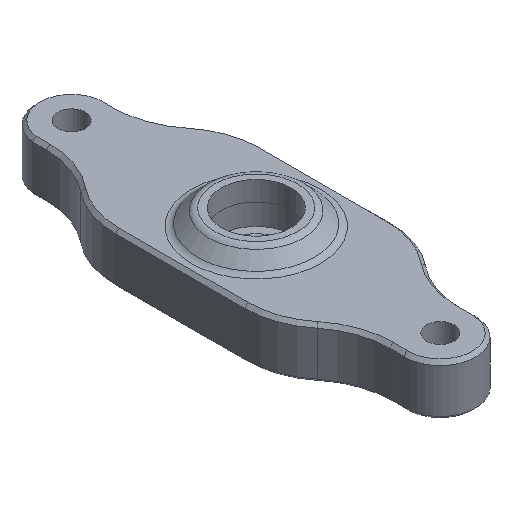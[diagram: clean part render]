
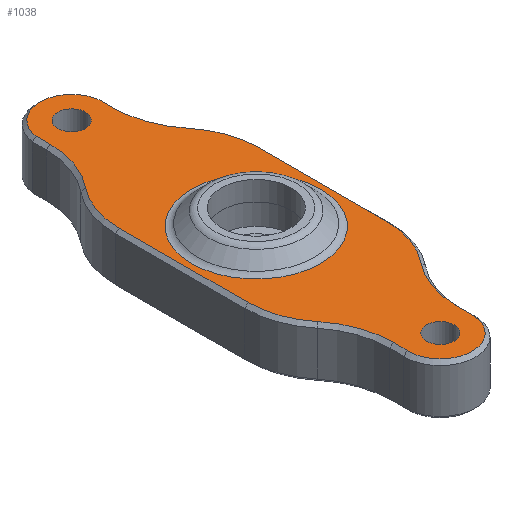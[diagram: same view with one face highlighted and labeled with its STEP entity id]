
A CAD part, isometric view. The second image highlights one B-rep face of the part: STEP entity #1038.
In plain terms, the highlighted planar face has unit normal (0, 0, 1).
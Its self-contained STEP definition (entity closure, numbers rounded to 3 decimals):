
#42=FACE_BOUND('',#179,.T.);
#43=FACE_BOUND('',#180,.T.);
#44=FACE_BOUND('',#181,.T.);
#60=PLANE('',#1155);
#108=FACE_OUTER_BOUND('',#178,.T.);
#178=EDGE_LOOP('',(#836,#837,#838,#839,#840,#841,#842,#843,#844,#845,#846,
#847,#848,#849,#850,#851,#852));
#179=EDGE_LOOP('',(#853));
#180=EDGE_LOOP('',(#854));
#181=EDGE_LOOP('',(#855));
#262=LINE('',#1756,#343);
#265=LINE('',#1762,#346);
#266=LINE('',#1768,#347);
#267=LINE('',#1774,#348);
#268=LINE('',#1778,#349);
#269=LINE('',#1784,#350);
#270=LINE('',#1789,#351);
#343=VECTOR('',#1403,10.);
#346=VECTOR('',#1408,10.);
#347=VECTOR('',#1413,10.);
#348=VECTOR('',#1418,10.);
#349=VECTOR('',#1421,10.);
#350=VECTOR('',#1426,10.);
#351=VECTOR('',#1431,10.);
#392=CIRCLE('',#1101,1.65);
#394=CIRCLE('',#1105,1.65);
#413=CIRCLE('',#1153,3.75);
#414=CIRCLE('',#1156,10.4);
#415=CIRCLE('',#1157,9.6);
#416=CIRCLE('',#1158,9.6);
#417=CIRCLE('',#1159,10.4);
#418=CIRCLE('',#1160,3.75);
#419=CIRCLE('',#1161,10.4);
#420=CIRCLE('',#1162,9.6);
#421=CIRCLE('',#1163,9.6);
#422=CIRCLE('',#1164,10.4);
#423=CIRCLE('',#1165,7.614);
#461=VERTEX_POINT('',#1601);
#463=VERTEX_POINT('',#1609);
#493=VERTEX_POINT('',#1745);
#494=VERTEX_POINT('',#1749);
#495=VERTEX_POINT('',#1755);
#497=VERTEX_POINT('',#1761);
#498=VERTEX_POINT('',#1763);
#499=VERTEX_POINT('',#1765);
#500=VERTEX_POINT('',#1767);
#501=VERTEX_POINT('',#1769);
#502=VERTEX_POINT('',#1771);
#503=VERTEX_POINT('',#1773);
#504=VERTEX_POINT('',#1775);
#505=VERTEX_POINT('',#1777);
#506=VERTEX_POINT('',#1779);
#507=VERTEX_POINT('',#1781);
#508=VERTEX_POINT('',#1783);
#509=VERTEX_POINT('',#1785);
#510=VERTEX_POINT('',#1787);
#511=VERTEX_POINT('',#1790);
#550=EDGE_CURVE('',#461,#461,#392,.T.);
#554=EDGE_CURVE('',#463,#463,#394,.T.);
#615=EDGE_CURVE('',#494,#493,#413,.T.);
#616=EDGE_CURVE('',#495,#493,#262,.T.);
#619=EDGE_CURVE('',#497,#494,#265,.T.);
#620=EDGE_CURVE('',#498,#497,#414,.T.);
#621=EDGE_CURVE('',#499,#498,#415,.T.);
#622=EDGE_CURVE('',#500,#499,#266,.T.);
#623=EDGE_CURVE('',#501,#500,#416,.T.);
#624=EDGE_CURVE('',#502,#501,#417,.T.);
#625=EDGE_CURVE('',#503,#502,#267,.T.);
#626=EDGE_CURVE('',#504,#503,#418,.T.);
#627=EDGE_CURVE('',#505,#504,#268,.T.);
#628=EDGE_CURVE('',#506,#505,#419,.T.);
#629=EDGE_CURVE('',#507,#506,#420,.T.);
#630=EDGE_CURVE('',#508,#507,#269,.T.);
#631=EDGE_CURVE('',#509,#508,#421,.T.);
#632=EDGE_CURVE('',#510,#509,#422,.T.);
#633=EDGE_CURVE('',#495,#510,#270,.T.);
#634=EDGE_CURVE('',#511,#511,#423,.T.);
#836=ORIENTED_EDGE('',*,*,#615,.F.);
#837=ORIENTED_EDGE('',*,*,#619,.F.);
#838=ORIENTED_EDGE('',*,*,#620,.F.);
#839=ORIENTED_EDGE('',*,*,#621,.F.);
#840=ORIENTED_EDGE('',*,*,#622,.F.);
#841=ORIENTED_EDGE('',*,*,#623,.F.);
#842=ORIENTED_EDGE('',*,*,#624,.F.);
#843=ORIENTED_EDGE('',*,*,#625,.F.);
#844=ORIENTED_EDGE('',*,*,#626,.F.);
#845=ORIENTED_EDGE('',*,*,#627,.F.);
#846=ORIENTED_EDGE('',*,*,#628,.F.);
#847=ORIENTED_EDGE('',*,*,#629,.F.);
#848=ORIENTED_EDGE('',*,*,#630,.F.);
#849=ORIENTED_EDGE('',*,*,#631,.F.);
#850=ORIENTED_EDGE('',*,*,#632,.F.);
#851=ORIENTED_EDGE('',*,*,#633,.F.);
#852=ORIENTED_EDGE('',*,*,#616,.T.);
#853=ORIENTED_EDGE('',*,*,#634,.F.);
#854=ORIENTED_EDGE('',*,*,#554,.T.);
#855=ORIENTED_EDGE('',*,*,#550,.T.);
#1038=ADVANCED_FACE('',(#108,#42,#43,#44),#60,.T.);
#1101=AXIS2_PLACEMENT_3D('',#1602,#1257,#1258);
#1105=AXIS2_PLACEMENT_3D('',#1610,#1267,#1268);
#1153=AXIS2_PLACEMENT_3D('',#1753,#1399,#1400);
#1155=AXIS2_PLACEMENT_3D('',#1760,#1406,#1407);
#1156=AXIS2_PLACEMENT_3D('',#1764,#1409,#1410);
#1157=AXIS2_PLACEMENT_3D('',#1766,#1411,#1412);
#1158=AXIS2_PLACEMENT_3D('',#1770,#1414,#1415);
#1159=AXIS2_PLACEMENT_3D('',#1772,#1416,#1417);
#1160=AXIS2_PLACEMENT_3D('',#1776,#1419,#1420);
#1161=AXIS2_PLACEMENT_3D('',#1780,#1422,#1423);
#1162=AXIS2_PLACEMENT_3D('',#1782,#1424,#1425);
#1163=AXIS2_PLACEMENT_3D('',#1786,#1427,#1428);
#1164=AXIS2_PLACEMENT_3D('',#1788,#1429,#1430);
#1165=AXIS2_PLACEMENT_3D('',#1791,#1432,#1433);
#1257=DIRECTION('center_axis',(0.,0.,
-1.));
#1258=DIRECTION('ref_axis',(-1.,0.,0.));
#1267=DIRECTION('center_axis',(0.,0.,
-1.));
#1268=DIRECTION('ref_axis',(-1.,0.,0.));
#1399=DIRECTION('center_axis',(0.,0.,
-1.));
#1400=DIRECTION('ref_axis',(0.995,-0.1,0.));
#1403=DIRECTION('',(-1.,0.,0.));
#1406=DIRECTION('center_axis',(0.,0.,
1.));
#1407=DIRECTION('ref_axis',(-1.,0.,0.));
#1408=DIRECTION('',(0.,-1.,0.));
#1409=DIRECTION('center_axis',(0.,0.,
1.));
#1410=DIRECTION('ref_axis',(-0.552,0.834,0.));
#1411=DIRECTION('center_axis',(0.,0.,
-1.));
#1412=DIRECTION('ref_axis',(0.942,-0.335,0.));
#1413=DIRECTION('',(0.,-1.,0.));
#1414=DIRECTION('center_axis',(0.,0.,
-1.));
#1415=DIRECTION('ref_axis',(0.942,0.336,0.));
#1416=DIRECTION('center_axis',(0.,0.,
1.));
#1417=DIRECTION('ref_axis',(-0.547,-0.837,0.));
#1418=DIRECTION('',(0.,-1.,0.));
#1419=DIRECTION('center_axis',(0.,0.,
-1.));
#1420=DIRECTION('ref_axis',(-1.,0.,0.));
#1421=DIRECTION('',(0.,1.,0.));
#1422=DIRECTION('center_axis',(0.,0.,
1.));
#1423=DIRECTION('ref_axis',(0.55,-0.835,0.));
#1424=DIRECTION('center_axis',(0.,0.,
-1.));
#1425=DIRECTION('ref_axis',(-0.942,0.335,0.));
#1426=DIRECTION('',(0.,1.,0.));
#1427=DIRECTION('center_axis',(0.,0.,
-1.));
#1428=DIRECTION('ref_axis',(-0.942,-0.335,0.));
#1429=DIRECTION('center_axis',(0.,0.,
1.));
#1430=DIRECTION('ref_axis',(0.55,0.835,0.));
#1431=DIRECTION('',(0.,1.,0.));
#1432=DIRECTION('center_axis',(0.,0.,
1.));
#1433=DIRECTION('ref_axis',(-1.,0.,0.));
#1601=CARTESIAN_POINT('',(3.28,7.544,12.352));
#1602=CARTESIAN_POINT('Origin',(1.63,7.544,12.352));
#1609=CARTESIAN_POINT('',(3.268,51.044,12.352));
#1610=CARTESIAN_POINT('Origin',(1.618,51.044,12.352));
#1745=CARTESIAN_POINT('',(-2.116,7.714,12.352));
#1749=CARTESIAN_POINT('',(5.377,7.703,12.352));
#1753=CARTESIAN_POINT('Origin',(1.63,7.544,12.352));
#1755=CARTESIAN_POINT('',(-2.099,7.714,12.352));
#1756=CARTESIAN_POINT('',(-0.53,7.714,12.352));
#1760=CARTESIAN_POINT('Origin',(3.939,29.294,12.352));
#1761=CARTESIAN_POINT('',(5.377,9.371,12.352));
#1762=CARTESIAN_POINT('',(5.379,18.503,12.352));
#1763=CARTESIAN_POINT('',(7.71,15.932,12.352));
#1764=CARTESIAN_POINT('Origin',(15.777,9.369,12.352));
#1765=CARTESIAN_POINT('',(9.862,21.989,12.352));
#1766=CARTESIAN_POINT('Origin',(0.262,21.99,12.352));
#1767=CARTESIAN_POINT('',(9.865,37.257,12.352));
#1768=CARTESIAN_POINT('',(9.864,29.396,12.352));
#1769=CARTESIAN_POINT('',(7.691,43.343,12.352));
#1770=CARTESIAN_POINT('Origin',(0.265,37.259,12.352));
#1771=CARTESIAN_POINT('',(5.335,49.937,12.352));
#1772=CARTESIAN_POINT('Origin',(15.735,49.935,12.352));
#1773=CARTESIAN_POINT('',(5.335,51.539,12.352));
#1774=CARTESIAN_POINT('',(5.333,40.429,12.352));
#1775=CARTESIAN_POINT('',(-2.099,51.538,12.352));
#1776=CARTESIAN_POINT('Origin',(1.618,51.044,12.352));
#1777=CARTESIAN_POINT('',(-2.099,49.915,12.352));
#1778=CARTESIAN_POINT('',(-2.099,40.429,12.352));
#1779=CARTESIAN_POINT('',(-4.439,43.343,12.352));
#1780=CARTESIAN_POINT('Origin',(-12.499,49.915,12.352));
#1781=CARTESIAN_POINT('',(-6.599,37.276,12.352));
#1782=CARTESIAN_POINT('Origin',(3.001,37.276,12.352));
#1783=CARTESIAN_POINT('',(-6.599,22.001,12.352));
#1784=CARTESIAN_POINT('',(-6.599,34.179,12.352));
#1785=CARTESIAN_POINT('',(-4.439,15.935,12.352));
#1786=CARTESIAN_POINT('Origin',(3.001,22.001,12.352));
#1787=CARTESIAN_POINT('',(-2.099,9.362,12.352));
#1788=CARTESIAN_POINT('Origin',(-12.499,9.362,12.352));
#1789=CARTESIAN_POINT('',(-2.099,22.642,12.352));
#1790=CARTESIAN_POINT('',(-5.951,29.311,12.352));
#1791=CARTESIAN_POINT('Origin',(1.664,29.311,12.352));
